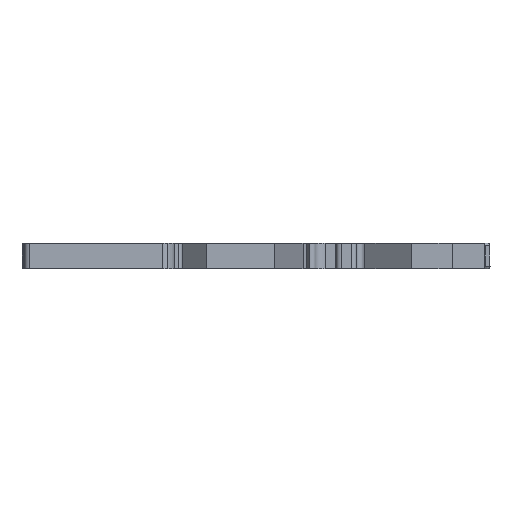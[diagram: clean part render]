
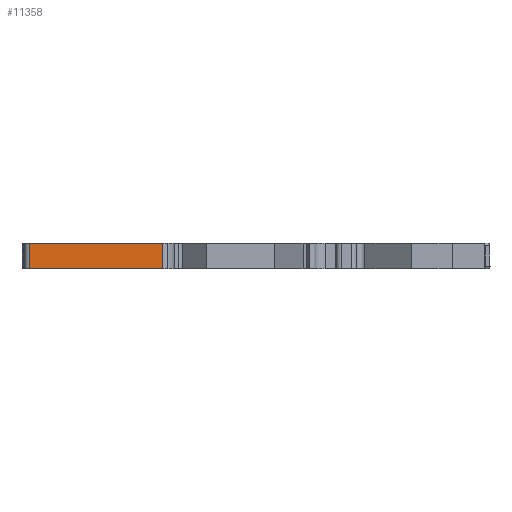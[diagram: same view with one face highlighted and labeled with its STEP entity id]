
A CAD part, front view. The second image highlights one B-rep face of the part: STEP entity #11358.
In plain terms, the highlighted planar face has unit normal (0, -1, 0).
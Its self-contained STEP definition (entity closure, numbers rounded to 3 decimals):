
#3762=DIRECTION('',(0.,0.,-1.));
#3763=VECTOR('',#3762,5.);
#3764=CARTESIAN_POINT('',(-18.05,-6.,2.5));
#3765=LINE('',#3764,#3763);
#3766=DIRECTION('',(-1.,0.,0.));
#3767=VECTOR('',#3766,26.);
#3768=CARTESIAN_POINT('',(-18.05,-6.,-2.5));
#3769=LINE('',#3768,#3767);
#3770=DIRECTION('',(1.,0.,0.));
#3771=VECTOR('',#3770,26.);
#3772=CARTESIAN_POINT('',(-44.05,-6.,2.5));
#3773=LINE('',#3772,#3771);
#3774=DIRECTION('',(0.,0.,-1.));
#3775=VECTOR('',#3774,5.);
#3776=CARTESIAN_POINT('',(-44.05,-6.,2.5));
#3777=LINE('',#3776,#3775);
#4832=CARTESIAN_POINT('',(-44.05,-6.,-2.5));
#4833=VERTEX_POINT('',#4832);
#4834=CARTESIAN_POINT('',(-18.05,-6.,-2.5));
#4835=VERTEX_POINT('',#4834);
#4948=CARTESIAN_POINT('',(-18.05,-6.,2.5));
#4949=VERTEX_POINT('',#4948);
#4950=CARTESIAN_POINT('',(-44.05,-6.,2.5));
#4951=VERTEX_POINT('',#4950);
#11346=CARTESIAN_POINT('',(-31.05,-6.,0.));
#11347=DIRECTION('',(0.,1.,0.));
#11348=DIRECTION('',(1.,0.,0.));
#11349=AXIS2_PLACEMENT_3D('',#11346,#11347,#11348);
#11350=PLANE('',#11349);
#11351=ORIENTED_EDGE('',*,*,#11339,.T.);
#11352=ORIENTED_EDGE('',*,*,#6221,.T.);
#11354=ORIENTED_EDGE('',*,*,#11353,.F.);
#11355=ORIENTED_EDGE('',*,*,#7055,.T.);
#11356=EDGE_LOOP('',(#11351,#11352,#11354,#11355));
#11357=FACE_OUTER_BOUND('',#11356,.F.);
#6221=EDGE_CURVE('',#4835,#4833,#3769,.T.);
#7055=EDGE_CURVE('',#4951,#4949,#3773,.T.);
#11339=EDGE_CURVE('',#4949,#4835,#3765,.T.);
#11353=EDGE_CURVE('',#4951,#4833,#3777,.T.);
#11358=ADVANCED_FACE('',(#11357),#11350,.F.);
